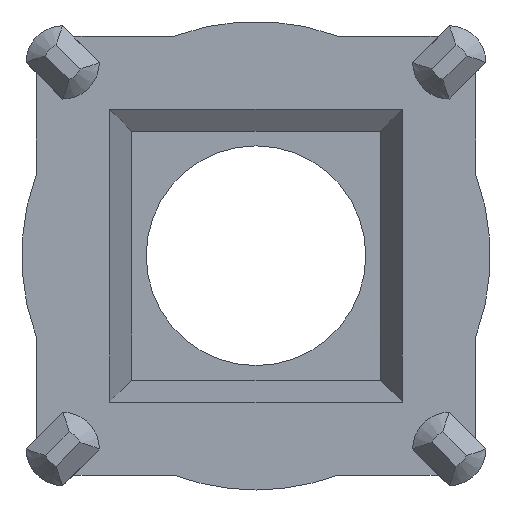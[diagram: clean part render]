
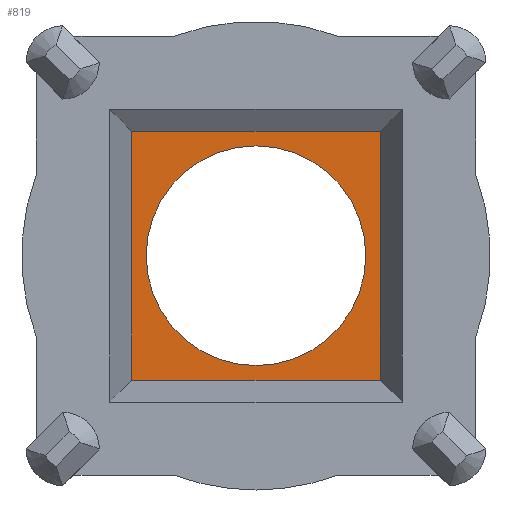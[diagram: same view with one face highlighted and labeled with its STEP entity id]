
A CAD part, front view. The second image highlights one B-rep face of the part: STEP entity #819.
In plain terms, the highlighted planar face has unit normal (0, -1, 0).
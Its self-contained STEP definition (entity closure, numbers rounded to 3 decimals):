
#25 = EDGE_CURVE ( 'NONE', #786, #1769, #932, .T. ) ;
#46 = CARTESIAN_POINT ( 'NONE',  ( 1.7, 1.4, 0. ) ) ;
#69 = CARTESIAN_POINT ( 'NONE',  ( 1.7, 1.4, -1.7 ) ) ;
#71 = CARTESIAN_POINT ( 'NONE',  ( 0., 1.4, -1.7 ) ) ;
#121 = VECTOR ( 'NONE', #1481, 1000. ) ;
#146 = EDGE_CURVE ( 'NONE', #1228, #786, #1417, .T. ) ;
#176 = CIRCLE ( 'NONE', #795, 1.5 ) ;
#243 = LINE ( 'NONE', #71, #1635 ) ;
#270 = CIRCLE ( 'NONE', #2366, 1.5 ) ;
#332 = DIRECTION ( 'NONE',  ( 0., 0., -1. ) ) ;
#340 = VERTEX_POINT ( 'NONE', #1047 ) ;
#367 = CARTESIAN_POINT ( 'NONE',  ( 0., 1.4, 1.7 ) ) ;
#424 = VECTOR ( 'NONE', #921, 1000. ) ;
#452 = ORIENTED_EDGE ( 'NONE', *, *, #2337, .F. ) ;
#516 = ORIENTED_EDGE ( 'NONE', *, *, #146, .T. ) ;
#519 = CARTESIAN_POINT ( 'NONE',  ( 0., 1.4, 0. ) ) ;
#628 = EDGE_LOOP ( 'NONE', ( #1283, #516, #1615, #1771 ) ) ;
#629 = VERTEX_POINT ( 'NONE', #1871 ) ;
#631 = EDGE_CURVE ( 'NONE', #1769, #340, #1637, .T. ) ;
#679 = AXIS2_PLACEMENT_3D ( 'NONE', #710, #2270, #2380 ) ;
#680 = CARTESIAN_POINT ( 'NONE',  ( 0., 1.4, 0. ) ) ;
#710 = CARTESIAN_POINT ( 'NONE',  ( 0., 1.4, 0. ) ) ;
#782 = EDGE_CURVE ( 'NONE', #340, #1228, #243, .T. ) ;
#786 = VERTEX_POINT ( 'NONE', #1370 ) ;
#791 = DIRECTION ( 'NONE',  ( 1., 0., 0. ) ) ;
#795 = AXIS2_PLACEMENT_3D ( 'NONE', #519, #1453, #332 ) ;
#819 = ADVANCED_FACE ( 'NONE', ( #1244, #1299 ), #1564, .T. ) ;
#905 = VECTOR ( 'NONE', #958, 1000. ) ;
#921 = DIRECTION ( 'NONE',  ( -1., 0., 0. ) ) ;
#932 = LINE ( 'NONE', #367, #424 ) ;
#958 = DIRECTION ( 'NONE',  ( 0., 0., 1. ) ) ;
#964 = VERTEX_POINT ( 'NONE', #2204 ) ;
#1047 = CARTESIAN_POINT ( 'NONE',  ( -1.7, 1.4, -1.7 ) ) ;
#1076 = DIRECTION ( 'NONE',  ( 0., 0., -1. ) ) ;
#1228 = VERTEX_POINT ( 'NONE', #69 ) ;
#1244 = FACE_BOUND ( 'NONE', #1676, .T. ) ;
#1283 = ORIENTED_EDGE ( 'NONE', *, *, #782, .T. ) ;
#1299 = FACE_OUTER_BOUND ( 'NONE', #628, .T. ) ;
#1305 = CARTESIAN_POINT ( 'NONE',  ( -1.7, 1.4, 1.7 ) ) ;
#1370 = CARTESIAN_POINT ( 'NONE',  ( 1.7, 1.4, 1.7 ) ) ;
#1374 = ORIENTED_EDGE ( 'NONE', *, *, #2004, .F. ) ;
#1417 = LINE ( 'NONE', #46, #905 ) ;
#1453 = DIRECTION ( 'NONE',  ( 0., -1., 0. ) ) ;
#1481 = DIRECTION ( 'NONE',  ( 0., 0., -1. ) ) ;
#1564 = PLANE ( 'NONE',  #679 ) ;
#1615 = ORIENTED_EDGE ( 'NONE', *, *, #25, .T. ) ;
#1635 = VECTOR ( 'NONE', #791, 1000. ) ;
#1637 = LINE ( 'NONE', #1845, #121 ) ;
#1676 = EDGE_LOOP ( 'NONE', ( #1374, #452 ) ) ;
#1769 = VERTEX_POINT ( 'NONE', #1305 ) ;
#1771 = ORIENTED_EDGE ( 'NONE', *, *, #631, .T. ) ;
#1801 = DIRECTION ( 'NONE',  ( 0., -1., 0. ) ) ;
#1845 = CARTESIAN_POINT ( 'NONE',  ( -1.7, 1.4, 0. ) ) ;
#1871 = CARTESIAN_POINT ( 'NONE',  ( 0., 1.4, -1.5 ) ) ;
#2004 = EDGE_CURVE ( 'NONE', #964, #629, #176, .T. ) ;
#2204 = CARTESIAN_POINT ( 'NONE',  ( 0., 1.4, 1.5 ) ) ;
#2270 = DIRECTION ( 'NONE',  ( 0., -1., 0. ) ) ;
#2337 = EDGE_CURVE ( 'NONE', #629, #964, #270, .T. ) ;
#2366 = AXIS2_PLACEMENT_3D ( 'NONE', #680, #1801, #1076 ) ;
#2380 = DIRECTION ( 'NONE',  ( 0., 0., -1. ) ) ;
